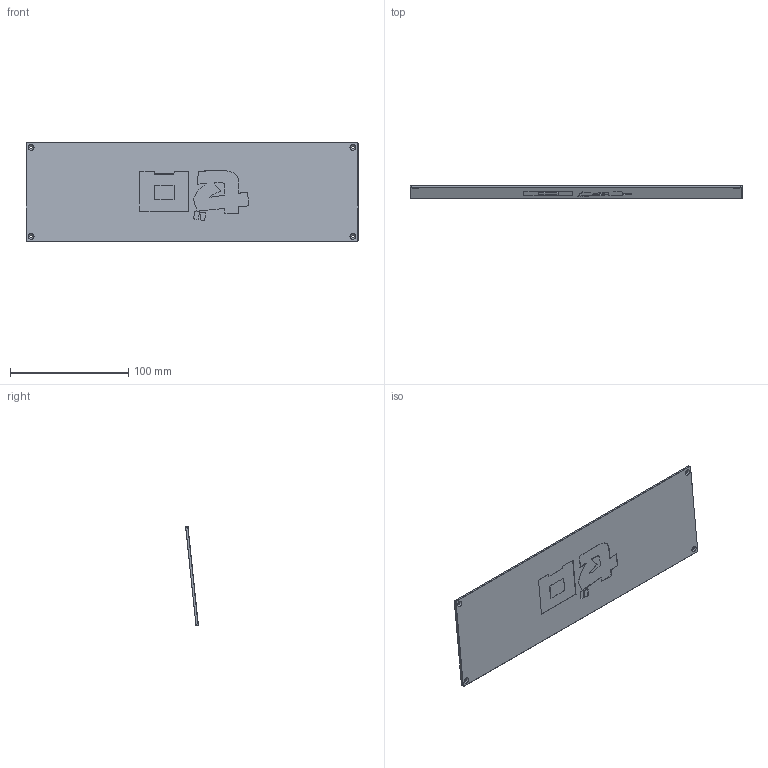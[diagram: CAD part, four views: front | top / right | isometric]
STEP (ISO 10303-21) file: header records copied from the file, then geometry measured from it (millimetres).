
FILE_DESCRIPTION(/* description */ (''),/* implementation_level */ '2;1');
FILE_NAME(/* name */ 'EngravedWeight.step',/* time_stamp */ '2024-04-23T22:54:01-04:00',/* author */ (''),/* organization */ (''),/* preprocessor_version */ 'ST-DEVELOPER v20',/* originating_system */ 'Autodesk Translation Framework v12.20.1.177',/* authorisation */ '');
FILE_SCHEMA (('AUTOMOTIVE_DESIGN { 1 0 10303 214 3 1 1 }'));
Length unit declared in the file: millimetre
Products named in the file (1): (Unsaved)
Bounding box: 281.29 x 10.81 x 84.29 mm (x, y, z)
Volume: 46048.4 mm3; surface area: 49217.9 mm2
Topology: 1 solids, 1 shells, 107 faces, 285 edges, 186 vertices
Faces by surface type: plane 49, bspline 38, cylinder 12, cone 8
Full cylindrical faces by diameter (mm): 2.529 x4
Entity records: 3445 total; most frequent: CARTESIAN_POINT 1073, ORIENTED_EDGE 570, DIRECTION 381, EDGE_CURVE 285, VERTEX_POINT 186, LINE 177, VECTOR 177, EDGE_LOOP 121
